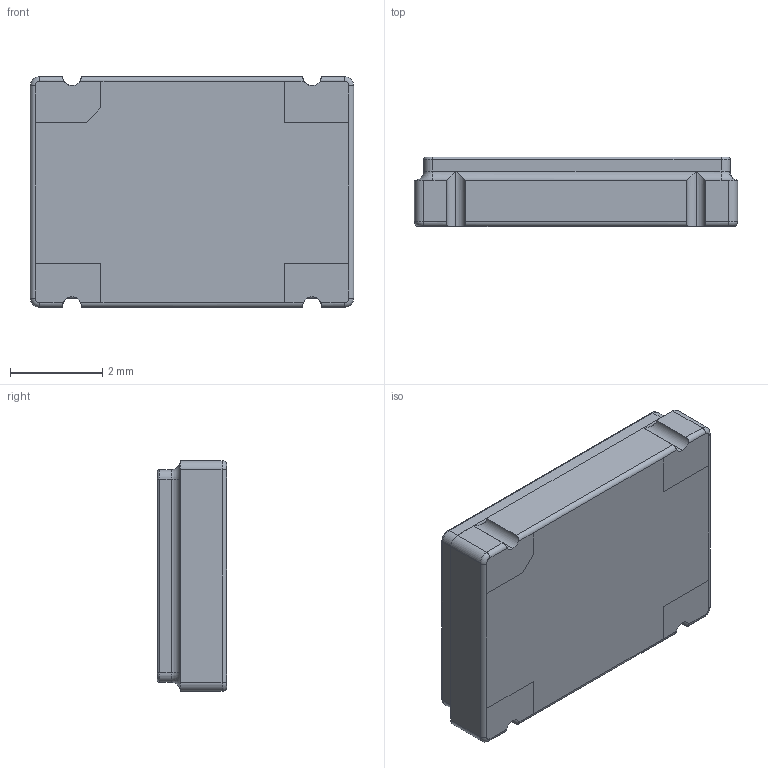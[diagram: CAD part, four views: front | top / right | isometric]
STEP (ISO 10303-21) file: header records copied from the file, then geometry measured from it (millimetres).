
FILE_DESCRIPTION (( 'STEP AP214' ), '1' );
FILE_NAME ('¾§Õñ5X7.STEP', '2012-08-01T05:49:42', ( 'User' ), ( 'Microsoft' ), 'SwSTEP 2.0', 'SolidWorks 2011', '' );
FILE_SCHEMA (( 'AUTOMOTIVE_DESIGN' ));
Length unit declared in the file: millimetre
Products named in the file (1): 儒淥5X7
Bounding box: 7 x 1.5 x 5 mm (x, y, z)
Volume: 50.1 mm3; surface area: 102 mm2
Topology: 1 solids, 1 shells, 82 faces, 258 edges, 188 vertices
Faces by surface type: cylinder 36, plane 32, torus 12, bspline 2
Entity records: 4478 total; most frequent: CARTESIAN_POINT 1335, ORIENTED_EDGE 516, DIRECTION 424, EDGE_CURVE 258, VERTEX_POINT 188, VECTOR 142, LINE 142, AXIS2_PLACEMENT_3D 141
